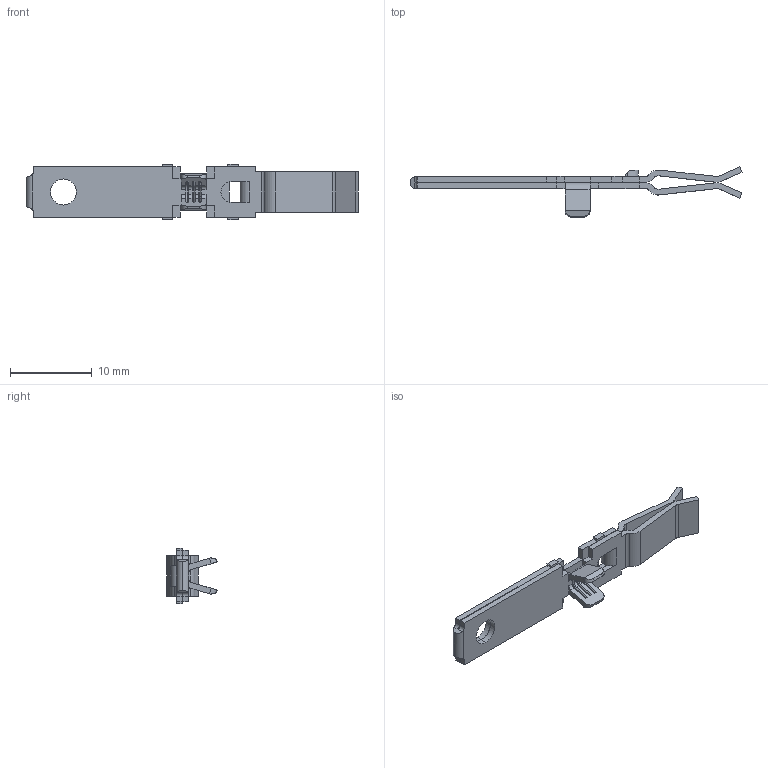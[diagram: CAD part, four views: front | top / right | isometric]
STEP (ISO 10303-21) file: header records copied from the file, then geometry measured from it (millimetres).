
FILE_DESCRIPTION (( 'STEP AP203' ), '1' );
FILE_NAME ('14164.STEP', '2015-02-23T19:23:03', ( '' ), ( '' ), 'SwSTEP 2.0', 'SolidWorks 2014', '' );
FILE_SCHEMA (( 'CONFIG_CONTROL_DESIGN' ));
Length unit declared in the file: inch
Products named in the file (1): 14164
Bounding box: 40.51 x 6.12 x 6.77 mm (x, y, z)
Volume: 314.3 mm3; surface area: 1066.6 mm2
Topology: 1 solids, 1 shells, 211 faces, 567 edges, 360 vertices
Faces by surface type: plane 150, cylinder 49, cone 12
Entity records: 6662 total; most frequent: CARTESIAN_POINT 1271, ORIENTED_EDGE 1134, DIRECTION 1067, EDGE_CURVE 567, VECTOR 447, LINE 447, VERTEX_POINT 360, AXIS2_PLACEMENT_3D 310
